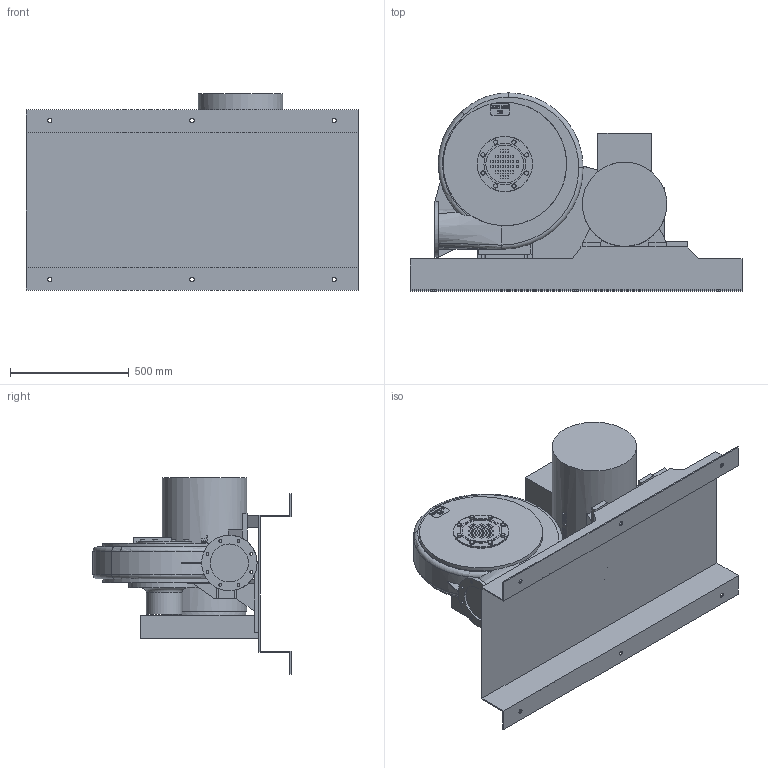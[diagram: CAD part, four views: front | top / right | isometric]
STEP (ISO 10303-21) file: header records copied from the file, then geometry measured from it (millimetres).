
FILE_DESCRIPTION((''),'2;1');
FILE_NAME('AttTemp.stp','2014-08-21T09:38:12',('luginsland'),(''),'Autodesk Inventor 2012','Autodesk Inventor 2012','');
FILE_SCHEMA(('CONFIG_CONTROL_DESIGN'));
Length unit declared in the file: millimetre
Products named in the file (1): 01-TB-24225
Bounding box: 1400 x 835 x 827 mm (x, y, z)
Volume: 161475604.7 mm3; surface area: 6116953.8 mm2
Topology: 1 solids, 10 shells, 654 faces, 1810 edges, 1234 vertices
Faces by surface type: plane 444, bspline 122, cylinder 71, torus 9, cone 8
Full cylindrical faces by diameter (mm): 8.38 x8, 11.5 x8, 14 x4, 17.8 x8, 18 x6, 150 x1, 160 x3, 176 x1, 195 x1, 233 x1, 234 x1, 300 x1, 350 x1, 356 x1, 520 x2
Entity records: 22541 total; most frequent: CARTESIAN_POINT 6055, ORIENTED_EDGE 3444, DIRECTION 2695, EDGE_CURVE 1722, VERTEX_POINT 1203, VECTOR 1197, LINE 1197, EDGE_LOOP 851
